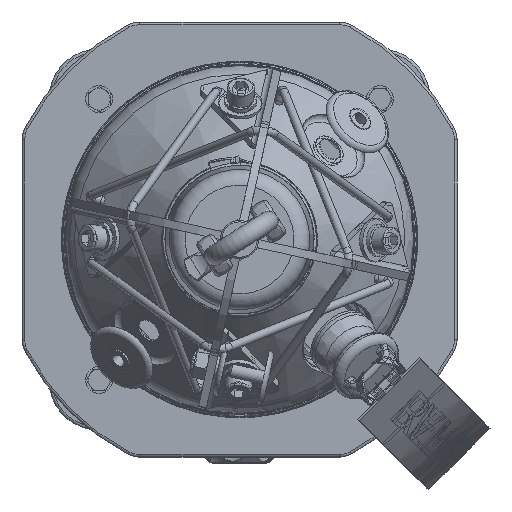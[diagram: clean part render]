
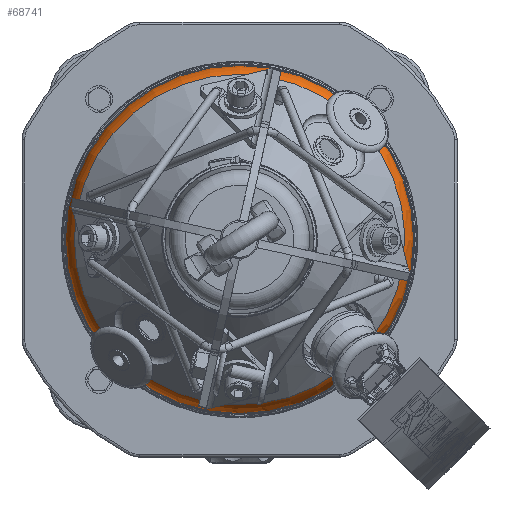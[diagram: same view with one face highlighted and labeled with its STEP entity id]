
A CAD part, left-side view. The second image highlights one B-rep face of the part: STEP entity #68741.
In plain terms, the highlighted toroidal (fillet/blend) face has major radius 49.259 mm and minor radius 15 mm.
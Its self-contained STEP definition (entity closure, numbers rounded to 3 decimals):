
#1240=TOROIDAL_SURFACE('',#73587,49.259,15.);
#4111=B_SPLINE_CURVE_WITH_KNOTS('',3,(#145765,#145766,#145767,#145768,#145769,
#145770,#145771),.UNSPECIFIED.,.F.,.F.,(4,3,4),(-0.896,-0.342,
0.),.UNSPECIFIED.);
#4112=B_SPLINE_CURVE_WITH_KNOTS('',3,(#145772,#145773,#145774,#145775,#145776,
#145777,#145778),.UNSPECIFIED.,.F.,.F.,(4,3,4),(0.,0.726,0.925),
 .UNSPECIFIED.);
#7277=CIRCLE('',#73542,60.75);
#7278=CIRCLE('',#73543,60.75);
#7279=CIRCLE('',#73544,60.75);
#7283=CIRCLE('',#73552,64.031);
#7284=CIRCLE('',#73553,64.031);
#7285=CIRCLE('',#73554,64.031);
#7310=CIRCLE('',#73588,15.);
#10977=FACE_OUTER_BOUND('',#14972,.T.);
#14972=EDGE_LOOP('',(#58806,#58807,#58808,#58809,#58810,#58811,#58812,#58813,
#58814,#58815));
#30429=VERTEX_POINT('',#145397);
#30430=VERTEX_POINT('',#145399);
#30431=VERTEX_POINT('',#145401);
#30432=VERTEX_POINT('',#145403);
#30457=VERTEX_POINT('',#145704);
#30458=VERTEX_POINT('',#145705);
#30459=VERTEX_POINT('',#145707);
#30478=VERTEX_POINT('',#145764);
#39956=EDGE_CURVE('',#30429,#30430,#7277,.T.);
#39957=EDGE_CURVE('',#30430,#30431,#7278,.T.);
#39959=EDGE_CURVE('',#30432,#30429,#7279,.T.);
#39986=EDGE_CURVE('',#30457,#30458,#7283,.T.);
#39987=EDGE_CURVE('',#30459,#30457,#7284,.T.);
#39988=EDGE_CURVE('',#30458,#30459,#7285,.T.);
#40016=EDGE_CURVE('',#30432,#30478,#4111,.T.);
#40017=EDGE_CURVE('',#30478,#30431,#4112,.T.);
#40018=EDGE_CURVE('',#30430,#30459,#7310,.T.);
#58806=ORIENTED_EDGE('',*,*,#40016,.T.);
#58807=ORIENTED_EDGE('',*,*,#40017,.T.);
#58808=ORIENTED_EDGE('',*,*,#39957,.F.);
#58809=ORIENTED_EDGE('',*,*,#40018,.T.);
#58810=ORIENTED_EDGE('',*,*,#39987,.T.);
#58811=ORIENTED_EDGE('',*,*,#39986,.T.);
#58812=ORIENTED_EDGE('',*,*,#39988,.T.);
#58813=ORIENTED_EDGE('',*,*,#40018,.F.);
#58814=ORIENTED_EDGE('',*,*,#39956,.F.);
#58815=ORIENTED_EDGE('',*,*,#39959,.F.);
#68741=ADVANCED_FACE('',(#10977),#1240,.T.);
#73542=AXIS2_PLACEMENT_3D('',#145400,#87530,#87531);
#73543=AXIS2_PLACEMENT_3D('',#145402,#87532,#87533);
#73544=AXIS2_PLACEMENT_3D('',#145451,#87534,#87535);
#73552=AXIS2_PLACEMENT_3D('',#145706,#87550,#87551);
#73553=AXIS2_PLACEMENT_3D('',#145708,#87552,#87553);
#73554=AXIS2_PLACEMENT_3D('',#145709,#87554,#87555);
#73587=AXIS2_PLACEMENT_3D('',#145763,#87623,#87624);
#73588=AXIS2_PLACEMENT_3D('',#145779,#87625,#87626);
#87530=DIRECTION('center_axis',(-1.,0.,0.));
#87531=DIRECTION('ref_axis',(0.,0.,
-1.));
#87532=DIRECTION('center_axis',(-1.,0.,0.));
#87533=DIRECTION('ref_axis',(0.,0.,
-1.));
#87534=DIRECTION('center_axis',(-1.,0.,0.));
#87535=DIRECTION('ref_axis',(0.,0.,
-1.));
#87550=DIRECTION('center_axis',(-1.,0.,0.));
#87551=DIRECTION('ref_axis',(0.,0.,
-1.));
#87552=DIRECTION('center_axis',(-1.,0.,0.));
#87553=DIRECTION('ref_axis',(0.,0.,
-1.));
#87554=DIRECTION('center_axis',(-1.,0.,0.));
#87555=DIRECTION('ref_axis',(0.,0.,
-1.));
#87623=DIRECTION('center_axis',(-1.,0.,0.));
#87624=DIRECTION('ref_axis',(0.,-1.,0.));
#87625=DIRECTION('center_axis',(0.,0.,
-1.));
#87626=DIRECTION('ref_axis',(0.,1.,0.));
#145397=CARTESIAN_POINT('',(-385.095,0.,60.75));
#145399=CARTESIAN_POINT('',(-385.095,60.75,0.));
#145400=CARTESIAN_POINT('Origin',(-385.095,0.,
0.));
#145401=CARTESIAN_POINT('',(-385.095,-36.609,-48.48));
#145402=CARTESIAN_POINT('Origin',(-385.095,0.,
0.));
#145403=CARTESIAN_POINT('',(-385.095,-48.48,-36.609));
#145451=CARTESIAN_POINT('Origin',(-385.095,0.,
0.));
#145704=CARTESIAN_POINT('',(-378.058,0.,-64.031));
#145705=CARTESIAN_POINT('',(-378.058,0.,64.031));
#145706=CARTESIAN_POINT('Origin',(-378.058,0.,
0.));
#145707=CARTESIAN_POINT('',(-378.058,64.031,0.));
#145708=CARTESIAN_POINT('Origin',(-378.058,0.,
0.));
#145709=CARTESIAN_POINT('Origin',(-378.058,0.,
0.));
#145763=CARTESIAN_POINT('Origin',(-375.453,0.,
0.));
#145764=CARTESIAN_POINT('',(-383.246,-43.894,-43.894));
#145765=CARTESIAN_POINT('Ctrl Pts',(-385.095,-48.48,
-36.609));
#145766=CARTESIAN_POINT('Ctrl Pts',(-384.392,-48.043,
-38.168));
#145767=CARTESIAN_POINT('Ctrl Pts',(-383.83,-47.202,
-39.788));
#145768=CARTESIAN_POINT('Ctrl Pts',(-383.526,-46.119,
-41.289));
#145769=CARTESIAN_POINT('Ctrl Pts',(-383.339,-45.452,
-42.214));
#145770=CARTESIAN_POINT('Ctrl Pts',(-383.246,-44.7,
-43.089));
#145771=CARTESIAN_POINT('Ctrl Pts',(-383.246,-43.894,
-43.894));
#145772=CARTESIAN_POINT('Ctrl Pts',(-383.246,-43.894,
-43.894));
#145773=CARTESIAN_POINT('Ctrl Pts',(-383.246,-42.184,
-45.604));
#145774=CARTESIAN_POINT('Ctrl Pts',(-383.699,-40.15,-47.056));
#145775=CARTESIAN_POINT('Ctrl Pts',(-384.435,-38.2,
-47.908));
#145776=CARTESIAN_POINT('Ctrl Pts',(-384.637,-37.665,
-48.141));
#145777=CARTESIAN_POINT('Ctrl Pts',(-384.858,-37.134,
-48.333));
#145778=CARTESIAN_POINT('Ctrl Pts',(-385.095,-36.609,
-48.48));
#145779=CARTESIAN_POINT('Origin',(-375.453,49.259,0.));
